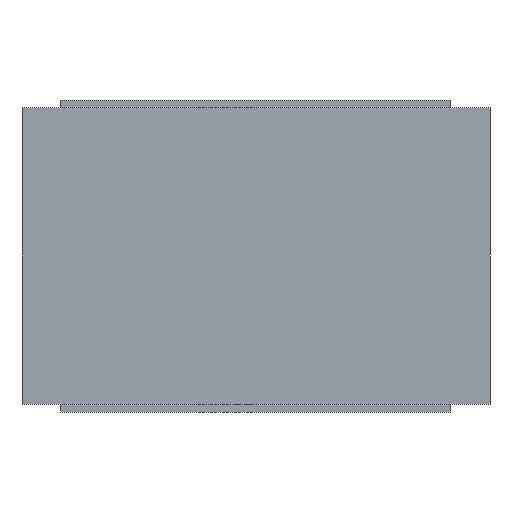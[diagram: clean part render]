
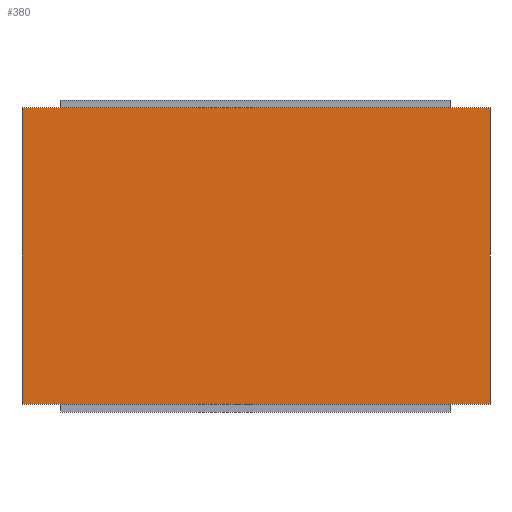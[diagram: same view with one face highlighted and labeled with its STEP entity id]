
A CAD part, front view. The second image highlights one B-rep face of the part: STEP entity #380.
In plain terms, the highlighted planar face has unit normal (0, -1, 0).
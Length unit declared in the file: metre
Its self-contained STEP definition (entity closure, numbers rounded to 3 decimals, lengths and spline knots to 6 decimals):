
#63=ORIENTED_EDGE('',*,*,#133,.T.);
#64=ORIENTED_EDGE('',*,*,#154,.F.);
#65=ORIENTED_EDGE('',*,*,#145,.F.);
#66=ORIENTED_EDGE('',*,*,#153,.T.);
#133=EDGE_CURVE('',#182,#181,#213,.T.);
#145=EDGE_CURVE('',#193,#194,#225,.T.);
#153=EDGE_CURVE('',#193,#182,#233,.T.);
#154=EDGE_CURVE('',#194,#181,#234,.T.);
#181=VERTEX_POINT('',#621);
#182=VERTEX_POINT('',#623);
#193=VERTEX_POINT('',#646);
#194=VERTEX_POINT('',#648);
#213=LINE('',#622,#261);
#225=LINE('',#647,#273);
#233=LINE('',#662,#281);
#234=LINE('',#664,#282);
#261=VECTOR('',#529,1.);
#273=VECTOR('',#543,1.);
#281=VECTOR('',#555,1.);
#282=VECTOR('',#558,1.);
#314=EDGE_LOOP('',(#63,#64,#65,#66));
#338=FACE_BOUND('',#314,.T.);
#359=PLANE('',#506);
#380=ADVANCED_FACE('',(#338),#359,.F.);
#506=AXIS2_PLACEMENT_3D('',#663,#556,#557);
#529=DIRECTION('',(1.,0.,0.));
#543=DIRECTION('',(1.,0.,0.));
#555=DIRECTION('',(0.,0.,-1.));
#556=DIRECTION('',(0.,1.,0.));
#557=DIRECTION('',(0.,0.,1.));
#558=DIRECTION('',(0.,0.,-1.));
#621=CARTESIAN_POINT('',(0.0003,-0.0005,0.));
#622=CARTESIAN_POINT('',(0.,-0.0005,0.));
#623=CARTESIAN_POINT('',(-0.0003,-0.0005,0.));
#646=CARTESIAN_POINT('',(-0.0003,-0.0005,0.00038));
#647=CARTESIAN_POINT('',(0.,-0.0005,0.00038));
#648=CARTESIAN_POINT('',(0.0003,-0.0005,0.00038));
#662=CARTESIAN_POINT('',(-0.0003,-0.0005,0.00038));
#663=CARTESIAN_POINT('',(0.,-0.0005,0.00038));
#664=CARTESIAN_POINT('',(0.0003,-0.0005,0.00038));
